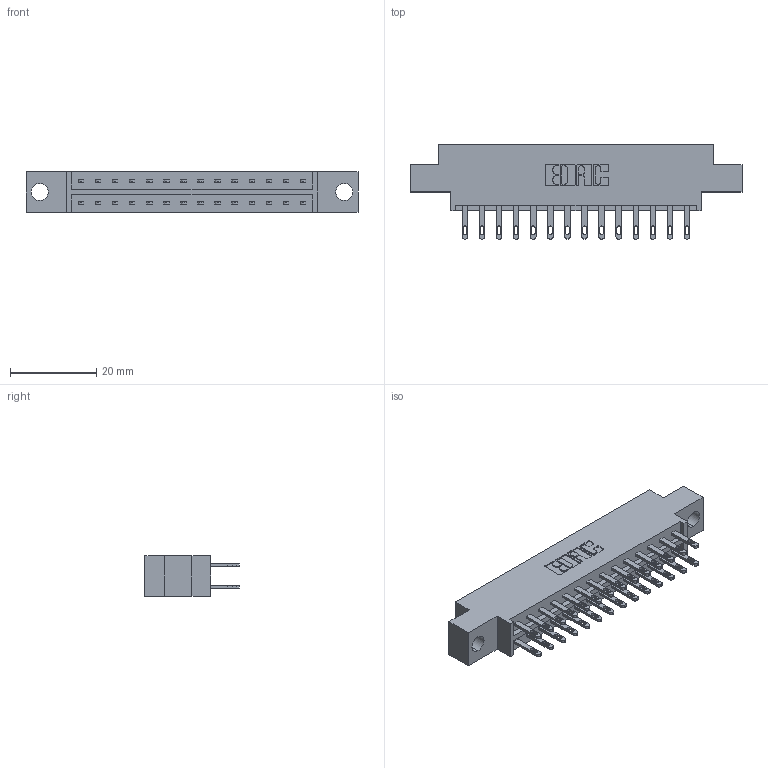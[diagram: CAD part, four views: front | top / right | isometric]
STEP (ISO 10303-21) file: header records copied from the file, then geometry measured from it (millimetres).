
FILE_DESCRIPTION (( 'STEP AP203' ), '1' );
FILE_NAME ('833-028-500-804.STEP', '2020-06-02T07:33:12', ( '' ), ( '' ), 'SwSTEP 2.0', 'SolidWorks 2020', '' );
FILE_SCHEMA (( 'CONFIG_CONTROL_DESIGN' ));
Length unit declared in the file: inch
Products named in the file (3): 345-292-001_345-293-100; 833 Part_Offset - .156 Dia - TH; 833-028-500-804
Assembly tree (29 placements, depth 2):
  833-028-500-804
    833 Part_Offset - .156 Dia - TH
    345-292-001_345-293-100  x28
Bounding box: 77.01 x 21.85 x 9.4 mm (x, y, z)
Volume: 7370.6 mm3; surface area: 8741.4 mm2
Topology: 29 solids, 29 shells, 1462 faces, 4439 edges, 2958 vertices
Faces by surface type: plane 914, cylinder 548
Entity records: 12693 total; most frequent: CARTESIAN_POINT 2138, ORIENTED_EDGE 2074, DIRECTION 1877, EDGE_CURVE 1037, LINE 905, VECTOR 905, VERTEX_POINT 690, AXIS2_PLACEMENT_3D 486
